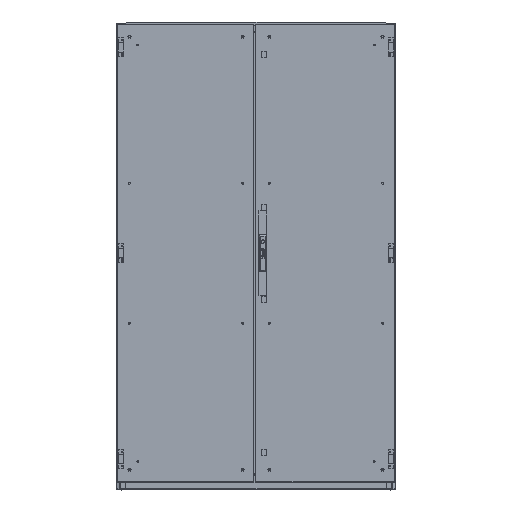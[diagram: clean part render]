
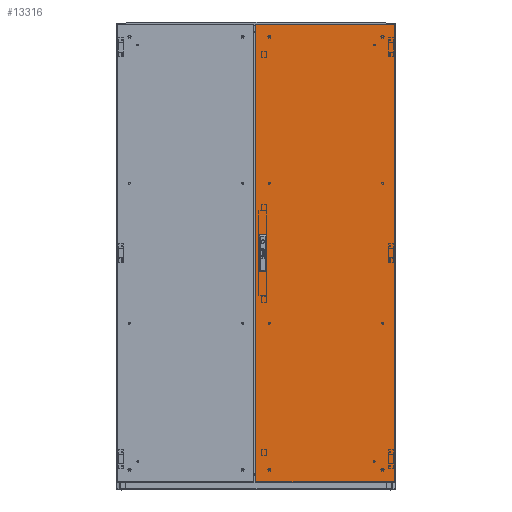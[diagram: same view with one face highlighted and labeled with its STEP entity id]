
A CAD part, top view. The second image highlights one B-rep face of the part: STEP entity #13316.
In plain terms, the highlighted planar face has unit normal (0, 0, 1).
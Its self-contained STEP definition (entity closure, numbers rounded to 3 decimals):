
#5099 = DIRECTION ( 'NONE',  ( -1., 0., 0. ) ) ;
#5186 = CARTESIAN_POINT ( 'NONE',  ( 300., -983.5, 0. ) ) ;
#5947 = CARTESIAN_POINT ( 'NONE',  ( -283.2, 78.5, 0. ) ) ;
#13316 = ADVANCED_FACE ( 'NONE', ( #26906, #60670 ), #103542, .T. ) ;
#15735 = VECTOR ( 'NONE', #107940, 1000. ) ;
#18605 = ORIENTED_EDGE ( 'NONE', *, *, #118465, .F. ) ;
#21531 = EDGE_CURVE ( 'NONE', #113276, #100616, #129564, .T. ) ;
#25099 = EDGE_LOOP ( 'NONE', ( #18605, #56478, #99229, #118994 ) ) ;
#26863 = AXIS2_PLACEMENT_3D ( 'NONE', #153930, #141720, #65820 ) ;
#26906 = FACE_OUTER_BOUND ( 'NONE', #119896, .T. ) ;
#28442 = VECTOR ( 'NONE', #132149, 1000. ) ;
#31125 = VECTOR ( 'NONE', #120074, 1000. ) ;
#43543 = VECTOR ( 'NONE', #155177, 1000. ) ;
#44804 = CARTESIAN_POINT ( 'NONE',  ( 300., 983.5, 0. ) ) ;
#49080 = CARTESIAN_POINT ( 'NONE',  ( -252.8, -78.5, 0. ) ) ;
#49675 = LINE ( 'NONE', #81102, #53663 ) ;
#53295 = VERTEX_POINT ( 'NONE', #115261 ) ;
#53663 = VECTOR ( 'NONE', #5099, 1000. ) ;
#54976 = ORIENTED_EDGE ( 'NONE', *, *, #90824, .T. ) ;
#56077 = VERTEX_POINT ( 'NONE', #5186 ) ;
#56478 = ORIENTED_EDGE ( 'NONE', *, *, #128919, .T. ) ;
#60670 = FACE_BOUND ( 'NONE', #25099, .T. ) ;
#61580 = CARTESIAN_POINT ( 'NONE',  ( 300., 983.5, 0. ) ) ;
#64877 = LINE ( 'NONE', #5947, #31125 ) ;
#65820 = DIRECTION ( 'NONE',  ( 1., 0., 0. ) ) ;
#67982 = ORIENTED_EDGE ( 'NONE', *, *, #89699, .T. ) ;
#77549 = CARTESIAN_POINT ( 'NONE',  ( -283.2, 0., 0. ) ) ;
#81102 = CARTESIAN_POINT ( 'NONE',  ( -300., 983.5, 0. ) ) ;
#81816 = CARTESIAN_POINT ( 'NONE',  ( -283.2, -78.5, 0. ) ) ;
#82917 = LINE ( 'NONE', #89747, #150237 ) ;
#84415 = VERTEX_POINT ( 'NONE', #131106 ) ;
#87358 = VERTEX_POINT ( 'NONE', #129084 ) ;
#89699 = EDGE_CURVE ( 'NONE', #56077, #159386, #139657, .T. ) ;
#89747 = CARTESIAN_POINT ( 'NONE',  ( -252.8, 0., 0. ) ) ;
#90824 = EDGE_CURVE ( 'NONE', #159386, #129801, #49675, .T. ) ;
#95587 = EDGE_CURVE ( 'NONE', #129801, #53295, #116864, .T. ) ;
#99229 = ORIENTED_EDGE ( 'NONE', *, *, #128655, .T. ) ;
#100616 = VERTEX_POINT ( 'NONE', #49080 ) ;
#103008 = DIRECTION ( 'NONE',  ( 0., -1., 0. ) ) ;
#103542 = PLANE ( 'NONE',  #26863 ) ;
#106011 = VECTOR ( 'NONE', #146223, 1000. ) ;
#107940 = DIRECTION ( 'NONE',  ( 0., -1., 0. ) ) ;
#113276 = VERTEX_POINT ( 'NONE', #151656 ) ;
#114641 = DIRECTION ( 'NONE',  ( 0., -1., 0. ) ) ;
#115261 = CARTESIAN_POINT ( 'NONE',  ( -300., -983.5, 0. ) ) ;
#116357 = CARTESIAN_POINT ( 'NONE',  ( -300., -983.5, 0. ) ) ;
#116864 = LINE ( 'NONE', #119540, #15735 ) ;
#116933 = EDGE_CURVE ( 'NONE', #53295, #56077, #144671, .T. ) ;
#117844 = LINE ( 'NONE', #77549, #147623 ) ;
#118465 = EDGE_CURVE ( 'NONE', #87358, #113276, #117844, .T. ) ;
#118994 = ORIENTED_EDGE ( 'NONE', *, *, #21531, .F. ) ;
#119540 = CARTESIAN_POINT ( 'NONE',  ( -300., 983.5, 0. ) ) ;
#119896 = EDGE_LOOP ( 'NONE', ( #67982, #54976, #139751, #144018 ) ) ;
#120074 = DIRECTION ( 'NONE',  ( 1., 0., 0. ) ) ;
#128655 = EDGE_CURVE ( 'NONE', #84415, #100616, #82917, .T. ) ;
#128919 = EDGE_CURVE ( 'NONE', #87358, #84415, #64877, .T. ) ;
#129084 = CARTESIAN_POINT ( 'NONE',  ( -283.2, 78.5, 0. ) ) ;
#129564 = LINE ( 'NONE', #81816, #28442 ) ;
#129801 = VERTEX_POINT ( 'NONE', #155328 ) ;
#131106 = CARTESIAN_POINT ( 'NONE',  ( -252.8, 78.5, 0. ) ) ;
#132149 = DIRECTION ( 'NONE',  ( 1., 0., 0. ) ) ;
#139657 = LINE ( 'NONE', #44804, #106011 ) ;
#139751 = ORIENTED_EDGE ( 'NONE', *, *, #95587, .T. ) ;
#141720 = DIRECTION ( 'NONE',  ( 0., 0., 1. ) ) ;
#144018 = ORIENTED_EDGE ( 'NONE', *, *, #116933, .T. ) ;
#144671 = LINE ( 'NONE', #116357, #43543 ) ;
#146223 = DIRECTION ( 'NONE',  ( 0., 1., 0. ) ) ;
#147623 = VECTOR ( 'NONE', #103008, 1000. ) ;
#150237 = VECTOR ( 'NONE', #114641, 1000. ) ;
#151656 = CARTESIAN_POINT ( 'NONE',  ( -283.2, -78.5, 0. ) ) ;
#153930 = CARTESIAN_POINT ( 'NONE',  ( 0., 0., 0. ) ) ;
#155177 = DIRECTION ( 'NONE',  ( 1., 0., 0. ) ) ;
#155328 = CARTESIAN_POINT ( 'NONE',  ( -300., 983.5, 0. ) ) ;
#159386 = VERTEX_POINT ( 'NONE', #61580 ) ;
